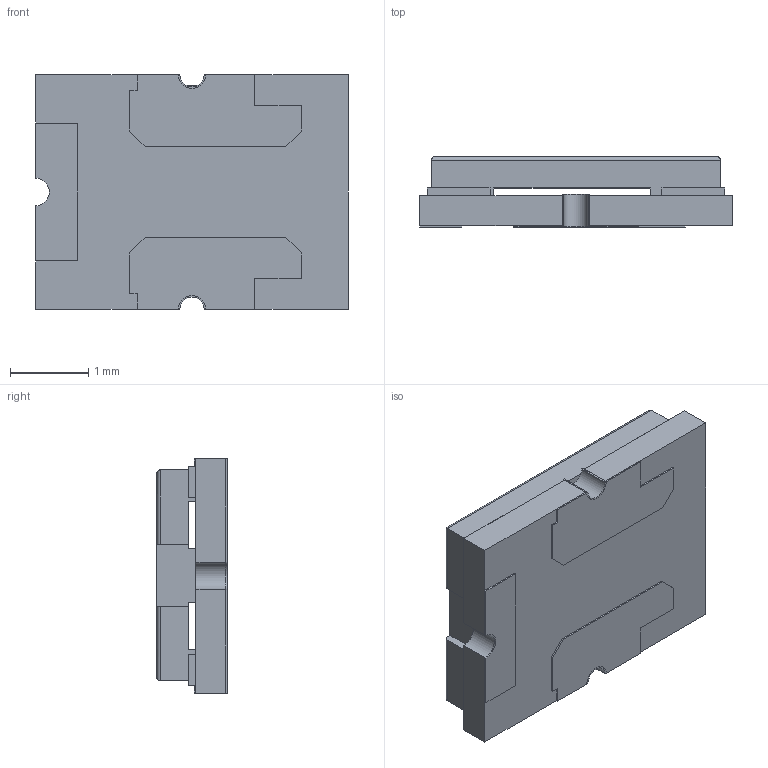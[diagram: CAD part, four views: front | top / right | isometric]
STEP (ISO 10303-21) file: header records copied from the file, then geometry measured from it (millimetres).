
FILE_DESCRIPTION (( 'STEP AP214' ), '1' );
FILE_NAME ('SCF蚾饜芞4030.STEP', '2021-10-28T02:51:29', ( 'Qian' ), ( 'Hewlett-Packard Company' ), 'SwSTEP 2.0', 'SolidWorks 2012', '' );
FILE_SCHEMA (( 'AUTOMOTIVE_DESIGN' ));
Length unit declared in the file: millimetre
Products named in the file (12): 窪蝶4; 窪蝶3; 窪蝶2; 窪蝶1; 酘衵萇憤掖醱 (2); 籵謂2; 掖窒爾攫2; 籵謂1; 價啣陔; 掖窒爾攫; 奻裔; SCF蚾饜芞4030
Assembly tree (11 placements, depth 2):
  SCF蚾饜芞4030
    奻裔
    掖窒爾攫
    價啣陔
    籵謂1
    掖窒爾攫2
    籵謂2
    酘衵萇憤掖醱 (2)
    窪蝶1
    窪蝶2
    窪蝶3
    窪蝶4
Bounding box: 4 x 0.9 x 3 mm (x, y, z)
Volume: 7.4 mm3; surface area: 71.6 mm2
Topology: 11 solids, 11 shells, 144 faces, 362 edges, 240 vertices
Faces by surface type: plane 112, cylinder 32
Entity records: 5111 total; most frequent: CARTESIAN_POINT 772, DIRECTION 730, ORIENTED_EDGE 724, EDGE_CURVE 362, LINE 302, VECTOR 302, VERTEX_POINT 240, AXIS2_PLACEMENT_3D 214
